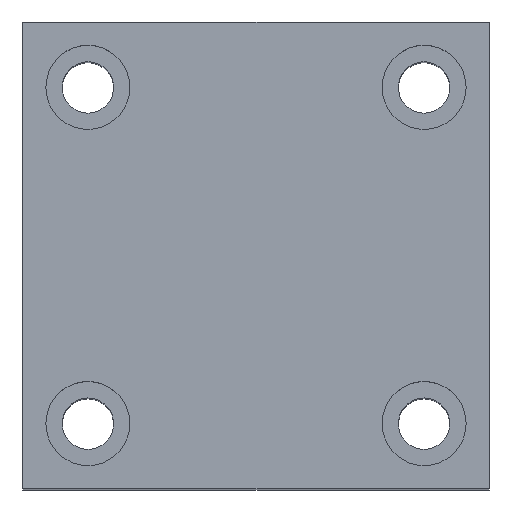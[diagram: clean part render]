
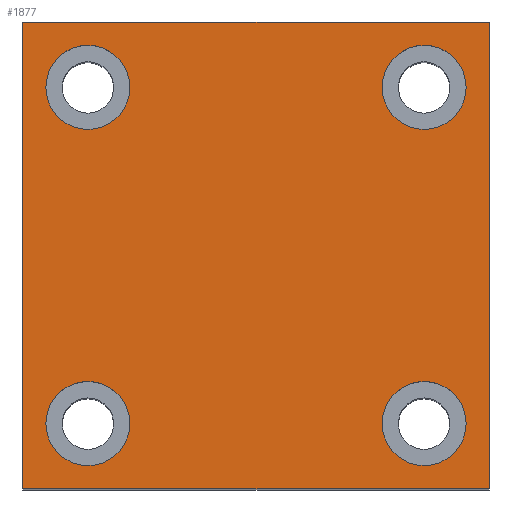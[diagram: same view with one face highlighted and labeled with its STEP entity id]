
A CAD part, top view. The second image highlights one B-rep face of the part: STEP entity #1877.
In plain terms, the highlighted planar face has unit normal (0, 0, 1).
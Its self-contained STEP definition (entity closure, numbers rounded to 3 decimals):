
#1 = AXIS2_PLACEMENT_3D ( 'NONE', #3420, #3421, #3422 ) ;
#11 = EDGE_CURVE ( 'NONE', #3399, #3318, #2193, .T. ) ;
#13 = EDGE_CURVE ( 'NONE', #3403, #3310, #2196, .T. ) ;
#17 = EDGE_CURVE ( 'NONE', #3394, #3306, #2202, .T. ) ;
#21 = EDGE_CURVE ( 'NONE', #3392, #3389, #2208, .T. ) ;
#504 = EDGE_CURVE ( 'NONE', #3306, #3394, #3136, .T. ) ;
#510 = EDGE_CURVE ( 'NONE', #679, #680, #3145, .T. ) ;
#512 = EDGE_CURVE ( 'NONE', #3318, #3399, #3151, .T. ) ;
#513 = EDGE_CURVE ( 'NONE', #680, #681, #3137, .T. ) ;
#514 = EDGE_CURVE ( 'NONE', #3389, #3392, #3154, .T. ) ;
#515 = EDGE_CURVE ( 'NONE', #681, #682, #3148, .T. ) ;
#516 = EDGE_CURVE ( 'NONE', #3310, #3403, #3157, .T. ) ;
#517 = EDGE_CURVE ( 'NONE', #682, #679, #3149, .T. ) ;
#520 = AXIS2_PLACEMENT_3D ( 'NONE', #3425, #3426, #3427 ) ;
#521 = AXIS2_PLACEMENT_3D ( 'NONE', #3435, #3436, #3437 ) ;
#523 = AXIS2_PLACEMENT_3D ( 'NONE', #3445, #3446, #3447 ) ;
#679 = VERTEX_POINT ( 'NONE', #4834 ) ;
#680 = VERTEX_POINT ( 'NONE', #4835 ) ;
#681 = VERTEX_POINT ( 'NONE', #4836 ) ;
#682 = VERTEX_POINT ( 'NONE', #4837 ) ;
#962 = EDGE_LOOP ( 'NONE', ( #1580, #1581 ) ) ;
#963 = EDGE_LOOP ( 'NONE', ( #1582, #1583 ) ) ;
#964 = EDGE_LOOP ( 'NONE', ( #1584, #1585 ) ) ;
#965 = EDGE_LOOP ( 'NONE', ( #1586, #1587 ) ) ;
#966 = EDGE_LOOP ( 'NONE', ( #1588, #1589, #1590, #1591 ) ) ;
#1580 = ORIENTED_EDGE ( 'NONE', *, *, #512, .T. ) ;
#1581 = ORIENTED_EDGE ( 'NONE', *, *, #11, .T. ) ;
#1582 = ORIENTED_EDGE ( 'NONE', *, *, #516, .T. ) ;
#1583 = ORIENTED_EDGE ( 'NONE', *, *, #13, .T. ) ;
#1584 = ORIENTED_EDGE ( 'NONE', *, *, #504, .T. ) ;
#1585 = ORIENTED_EDGE ( 'NONE', *, *, #17, .T. ) ;
#1586 = ORIENTED_EDGE ( 'NONE', *, *, #514, .T. ) ;
#1587 = ORIENTED_EDGE ( 'NONE', *, *, #21, .T. ) ;
#1588 = ORIENTED_EDGE ( 'NONE', *, *, #515, .T. ) ;
#1589 = ORIENTED_EDGE ( 'NONE', *, *, #517, .T. ) ;
#1590 = ORIENTED_EDGE ( 'NONE', *, *, #510, .T. ) ;
#1591 = ORIENTED_EDGE ( 'NONE', *, *, #513, .T. ) ;
#1877 = ADVANCED_FACE ( 'NONE', ( #3278, #3281, #5798, #5800, #3280 ), #5278, .T. ) ;
#2193 = CIRCLE ( 'NONE', #1, 4.5 ) ;
#2196 = CIRCLE ( 'NONE', #520, 4.5 ) ;
#2202 = CIRCLE ( 'NONE', #521, 4.5 ) ;
#2208 = CIRCLE ( 'NONE', #523, 4.5 ) ;
#3135 = VECTOR ( 'NONE', #4692, 1000. ) ;
#3136 = CIRCLE ( 'NONE', #4442, 4.5 ) ;
#3137 = LINE ( 'NONE', #4691, #3135 ) ;
#3145 = LINE ( 'NONE', #4684, #3146 ) ;
#3146 = VECTOR ( 'NONE', #4685, 1000. ) ;
#3148 = LINE ( 'NONE', #4696, #3150 ) ;
#3149 = LINE ( 'NONE', #4702, #3153 ) ;
#3150 = VECTOR ( 'NONE', #4697, 1000. ) ;
#3151 = CIRCLE ( 'NONE', #4446, 4.5 ) ;
#3153 = VECTOR ( 'NONE', #4703, 1000. ) ;
#3154 = CIRCLE ( 'NONE', #4448, 4.5 ) ;
#3157 = CIRCLE ( 'NONE', #4449, 4.5 ) ;
#3278 = FACE_BOUND ( 'NONE', #962, .T. ) ;
#3280 = FACE_OUTER_BOUND ( 'NONE', #966, .T. ) ;
#3281 = FACE_BOUND ( 'NONE', #963, .T. ) ;
#3306 = VERTEX_POINT ( 'NONE', #5664 ) ;
#3310 = VERTEX_POINT ( 'NONE', #5668 ) ;
#3318 = VERTEX_POINT ( 'NONE', #5676 ) ;
#3389 = VERTEX_POINT ( 'NONE', #5747 ) ;
#3392 = VERTEX_POINT ( 'NONE', #5750 ) ;
#3394 = VERTEX_POINT ( 'NONE', #5752 ) ;
#3399 = VERTEX_POINT ( 'NONE', #5757 ) ;
#3403 = VERTEX_POINT ( 'NONE', #5761 ) ;
#3420 = CARTESIAN_POINT ( 'NONE',  ( -18., 18., 33. ) ) ;
#3421 = DIRECTION ( 'NONE',  ( 0., 0., -1. ) ) ;
#3422 = DIRECTION ( 'NONE',  ( -1., 0., 0. ) ) ;
#3425 = CARTESIAN_POINT ( 'NONE',  ( 18., 18., 33. ) ) ;
#3426 = DIRECTION ( 'NONE',  ( 0., 0., -1. ) ) ;
#3427 = DIRECTION ( 'NONE',  ( -1., 0., 0. ) ) ;
#3435 = CARTESIAN_POINT ( 'NONE',  ( 18., -18., 33. ) ) ;
#3436 = DIRECTION ( 'NONE',  ( 0., 0., -1. ) ) ;
#3437 = DIRECTION ( 'NONE',  ( -1., 0., 0. ) ) ;
#3445 = CARTESIAN_POINT ( 'NONE',  ( -18., -18., 33. ) ) ;
#3446 = DIRECTION ( 'NONE',  ( 0., 0., -1. ) ) ;
#3447 = DIRECTION ( 'NONE',  ( -1., 0., 0. ) ) ;
#4442 = AXIS2_PLACEMENT_3D ( 'NONE', #4662, #4669, #4670 ) ;
#4446 = AXIS2_PLACEMENT_3D ( 'NONE', #4686, #4689, #4690 ) ;
#4448 = AXIS2_PLACEMENT_3D ( 'NONE', #4683, #4694, #4695 ) ;
#4449 = AXIS2_PLACEMENT_3D ( 'NONE', #4688, #4699, #4700 ) ;
#4546 = AXIS2_PLACEMENT_3D ( 'NONE', #5264, #5281, #5282 ) ;
#4662 = CARTESIAN_POINT ( 'NONE',  ( 18., -18., 33. ) ) ;
#4669 = DIRECTION ( 'NONE',  ( 0., 0., -1. ) ) ;
#4670 = DIRECTION ( 'NONE',  ( -1., 0., 0. ) ) ;
#4683 = CARTESIAN_POINT ( 'NONE',  ( -18., -18., 33. ) ) ;
#4684 = CARTESIAN_POINT ( 'NONE',  ( -25., 0., 33. ) ) ;
#4685 = DIRECTION ( 'NONE',  ( 0., -1., 0. ) ) ;
#4686 = CARTESIAN_POINT ( 'NONE',  ( -18., 18., 33. ) ) ;
#4688 = CARTESIAN_POINT ( 'NONE',  ( 18., 18., 33. ) ) ;
#4689 = DIRECTION ( 'NONE',  ( 0., 0., -1. ) ) ;
#4690 = DIRECTION ( 'NONE',  ( -1., 0., 0. ) ) ;
#4691 = CARTESIAN_POINT ( 'NONE',  ( 0., -25., 33. ) ) ;
#4692 = DIRECTION ( 'NONE',  ( 1., 0., 0. ) ) ;
#4694 = DIRECTION ( 'NONE',  ( 0., 0., -1. ) ) ;
#4695 = DIRECTION ( 'NONE',  ( -1., 0., 0. ) ) ;
#4696 = CARTESIAN_POINT ( 'NONE',  ( 25., 0., 33. ) ) ;
#4697 = DIRECTION ( 'NONE',  ( 0., 1., 0. ) ) ;
#4699 = DIRECTION ( 'NONE',  ( 0., 0., -1. ) ) ;
#4700 = DIRECTION ( 'NONE',  ( -1., 0., 0. ) ) ;
#4702 = CARTESIAN_POINT ( 'NONE',  ( 0., 25., 33. ) ) ;
#4703 = DIRECTION ( 'NONE',  ( -1., 0., 0. ) ) ;
#4834 = CARTESIAN_POINT ( 'NONE',  ( -25., 25., 33. ) ) ;
#4835 = CARTESIAN_POINT ( 'NONE',  ( -25., -25., 33. ) ) ;
#4836 = CARTESIAN_POINT ( 'NONE',  ( 25., -25., 33. ) ) ;
#4837 = CARTESIAN_POINT ( 'NONE',  ( 25., 25., 33. ) ) ;
#5264 = CARTESIAN_POINT ( 'NONE',  ( 0., 0., 33. ) ) ;
#5278 = PLANE ( 'NONE',  #4546 ) ;
#5281 = DIRECTION ( 'NONE',  ( 0., 0., 1. ) ) ;
#5282 = DIRECTION ( 'NONE',  ( 1., 0., 0. ) ) ;
#5664 = CARTESIAN_POINT ( 'NONE',  ( 13.5, -18., 33. ) ) ;
#5668 = CARTESIAN_POINT ( 'NONE',  ( 13.5, 18., 33. ) ) ;
#5676 = CARTESIAN_POINT ( 'NONE',  ( -22.5, 18., 33. ) ) ;
#5747 = CARTESIAN_POINT ( 'NONE',  ( -22.5, -18., 33. ) ) ;
#5750 = CARTESIAN_POINT ( 'NONE',  ( -13.5, -18., 33. ) ) ;
#5752 = CARTESIAN_POINT ( 'NONE',  ( 22.5, -18., 33. ) ) ;
#5757 = CARTESIAN_POINT ( 'NONE',  ( -13.5, 18., 33. ) ) ;
#5761 = CARTESIAN_POINT ( 'NONE',  ( 22.5, 18., 33. ) ) ;
#5798 = FACE_BOUND ( 'NONE', #964, .T. ) ;
#5800 = FACE_BOUND ( 'NONE', #965, .T. ) ;
